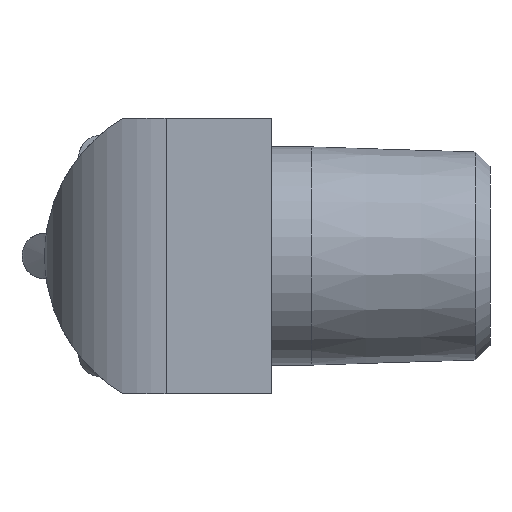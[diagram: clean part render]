
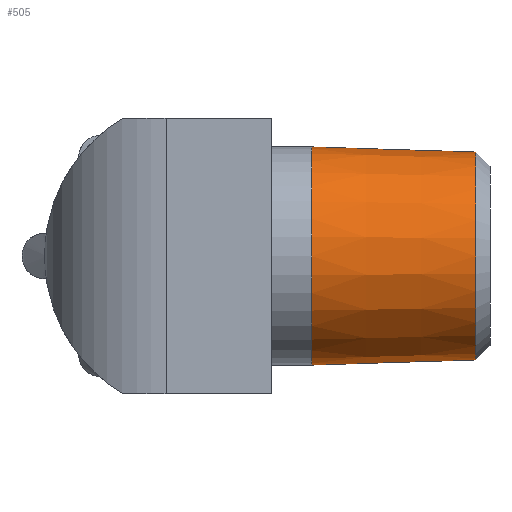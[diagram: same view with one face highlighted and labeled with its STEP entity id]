
A CAD part, left-side view. The second image highlights one B-rep face of the part: STEP entity #505.
In plain terms, the highlighted conical face has half-angle 1.788 degrees and reference radius 6.735 mm.
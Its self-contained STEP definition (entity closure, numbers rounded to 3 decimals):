
#37=CONICAL_SURFACE('',#575,6.735,0.031);
#82=CIRCLE('',#574,6.735);
#83=CIRCLE('',#576,6.419);
#203=ORIENTED_EDGE('',*,*,#281,.F.);
#204=ORIENTED_EDGE('',*,*,#280,.T.);
#280=EDGE_CURVE('',#329,#329,#82,.T.);
#281=EDGE_CURVE('',#330,#330,#83,.T.);
#329=VERTEX_POINT('',#971);
#330=VERTEX_POINT('',#974);
#415=EDGE_LOOP('',(#203));
#416=EDGE_LOOP('',(#204));
#461=FACE_BOUND('',#415,.T.);
#462=FACE_BOUND('',#416,.T.);
#505=ADVANCED_FACE('',(#461,#462),#37,.T.);
#574=AXIS2_PLACEMENT_3D('',#970,#710,#711);
#575=AXIS2_PLACEMENT_3D('',#972,#712,#713);
#576=AXIS2_PLACEMENT_3D('',#973,#714,#715);
#710=DIRECTION('',(0.,-1.,0.));
#711=DIRECTION('',(0.,0.,-1.));
#712=DIRECTION('',(0.,1.,0.));
#713=DIRECTION('',(0.,0.,1.));
#714=DIRECTION('',(0.,-1.,0.));
#715=DIRECTION('',(0.,0.,-1.));
#970=CARTESIAN_POINT('',(0.,-9.5,0.));
#971=CARTESIAN_POINT('',(0.,-9.5,-6.735));
#972=CARTESIAN_POINT('',(0.,-9.5,0.));
#973=CARTESIAN_POINT('',(0.,-19.616,0.));
#974=CARTESIAN_POINT('',(0.,-19.616,-6.419));
